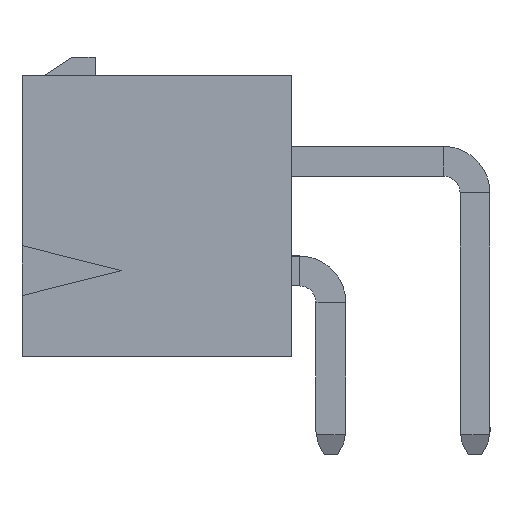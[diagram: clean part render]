
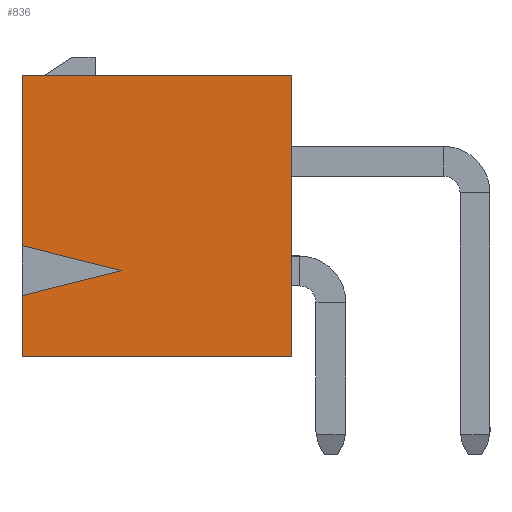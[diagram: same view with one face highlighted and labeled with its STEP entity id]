
A CAD part, left-side view. The second image highlights one B-rep face of the part: STEP entity #836.
In plain terms, the highlighted planar face has unit normal (-1, 0, 0).
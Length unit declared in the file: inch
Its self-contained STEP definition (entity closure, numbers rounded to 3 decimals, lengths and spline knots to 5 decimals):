
#16500 = ORIENTED_EDGE ( 'NONE', *, *, #3571, .F. ) ;
#16862 = CARTESIAN_POINT ( 'NONE',  ( -0.57125, -0.215, -0.212 ) ) ;
#536 = EDGE_LOOP ( 'NONE', ( #17852, #16500, #15868, #8330, #8153, #7528, #6688 ) ) ;
#17058 = LINE ( 'NONE', #17059, #17060 ) ;
#17059 = CARTESIAN_POINT ( 'NONE',  ( -0.57125, -0.215, -0.212 ) ) ;
#17060 = VECTOR ( 'NONE', #17061, 39.37008 ) ;
#17061 = DIRECTION ( 'NONE',  ( 0., 0., 1. ) ) ;
#17127 = VERTEX_POINT ( 'NONE', #6669 ) ;
#816 = EDGE_CURVE ( 'NONE', #8642, #4650, #10807, .T. ) ;
#836 = ADVANCED_FACE ( 'NONE', ( #10820 ), #10821, .T. ) ;
#17409 = EDGE_CURVE ( 'NONE', #17812, #17127, #6913, .T. ) ;
#17812 = VERTEX_POINT ( 'NONE', #7148 ) ;
#17836 = CARTESIAN_POINT ( 'NONE',  ( -0.57125, -0.215, 0.212 ) ) ;
#17852 = ORIENTED_EDGE ( 'NONE', *, *, #17409, .F. ) ;
#1744 = LINE ( 'NONE', #1745, #1746 ) ;
#1745 = CARTESIAN_POINT ( 'NONE',  ( -0.57125, -0.6904, 0.212 ) ) ;
#1746 = VECTOR ( 'NONE', #1747, 39.37008 ) ;
#1747 = DIRECTION ( 'NONE',  ( 0., 1., 0. ) ) ;
#3571 = EDGE_CURVE ( 'NONE', #4650, #17812, #12875, .T. ) ;
#4650 = VERTEX_POINT ( 'NONE', #13540 ) ;
#5453 = CARTESIAN_POINT ( 'NONE',  ( -0.57125, 0.19, -0.0445 ) ) ;
#6247 = EDGE_CURVE ( 'NONE', #17127, #15109, #14549, .T. ) ;
#6669 = CARTESIAN_POINT ( 'NONE',  ( -0.57125, 0.04, -0.082 ) ) ;
#6688 = ORIENTED_EDGE ( 'NONE', *, *, #6247, .F. ) ;
#6913 = LINE ( 'NONE', #6914, #6915 ) ;
#6914 = CARTESIAN_POINT ( 'NONE',  ( -0.57125, 0.04, -0.082 ) ) ;
#6915 = VECTOR ( 'NONE', #6931, 39.37008 ) ;
#6931 = DIRECTION ( 'NONE',  ( 0., -0.97, 0.243 ) ) ;
#7148 = CARTESIAN_POINT ( 'NONE',  ( -0.57125, 0.19, -0.1195 ) ) ;
#7328 = VERTEX_POINT ( 'NONE', #15216 ) ;
#7528 = ORIENTED_EDGE ( 'NONE', *, *, #7595, .F. ) ;
#7595 = EDGE_CURVE ( 'NONE', #15109, #7328, #15343, .T. ) ;
#8153 = ORIENTED_EDGE ( 'NONE', *, *, #9866, .T. ) ;
#8330 = ORIENTED_EDGE ( 'NONE', *, *, #8727, .T. ) ;
#8642 = VERTEX_POINT ( 'NONE', #16862 ) ;
#8727 = EDGE_CURVE ( 'NONE', #8642, #9051, #17058, .T. ) ;
#9051 = VERTEX_POINT ( 'NONE', #17836 ) ;
#9866 = EDGE_CURVE ( 'NONE', #9051, #7328, #1744, .T. ) ;
#10807 = LINE ( 'NONE', #10808, #10818 ) ;
#10808 = CARTESIAN_POINT ( 'NONE',  ( -0.57125, -0.6904, -0.212 ) ) ;
#10818 = VECTOR ( 'NONE', #10819, 39.37008 ) ;
#10819 = DIRECTION ( 'NONE',  ( 0., 1., 0. ) ) ;
#10820 = FACE_OUTER_BOUND ( 'NONE', #536, .T. ) ;
#10821 = PLANE ( 'NONE',  #10822 ) ;
#10822 = AXIS2_PLACEMENT_3D ( 'NONE', #10823, #10824, #10825 ) ;
#10823 = CARTESIAN_POINT ( 'NONE',  ( -0.57125, -0.6904, -0.212 ) ) ;
#10824 = DIRECTION ( 'NONE',  ( -1., 0., 0. ) ) ;
#10825 = DIRECTION ( 'NONE',  ( 0., 0., 1. ) ) ;
#12875 = LINE ( 'NONE', #12876, #12877 ) ;
#12876 = CARTESIAN_POINT ( 'NONE',  ( -0.57125, 0.19, -0.212 ) ) ;
#12877 = VECTOR ( 'NONE', #12878, 39.37008 ) ;
#12878 = DIRECTION ( 'NONE',  ( 0., 0., 1. ) ) ;
#13540 = CARTESIAN_POINT ( 'NONE',  ( -0.57125, 0.19, -0.212 ) ) ;
#14549 = LINE ( 'NONE', #14550, #14551 ) ;
#14550 = CARTESIAN_POINT ( 'NONE',  ( -0.57125, 0.19, -0.0445 ) ) ;
#14551 = VECTOR ( 'NONE', #14552, 39.37008 ) ;
#14552 = DIRECTION ( 'NONE',  ( 0., 0.97, 0.243 ) ) ;
#15109 = VERTEX_POINT ( 'NONE', #5453 ) ;
#15216 = CARTESIAN_POINT ( 'NONE',  ( -0.57125, 0.19, 0.212 ) ) ;
#15343 = LINE ( 'NONE', #15344, #15345 ) ;
#15344 = CARTESIAN_POINT ( 'NONE',  ( -0.57125, 0.19, -0.212 ) ) ;
#15345 = VECTOR ( 'NONE', #15346, 39.37008 ) ;
#15346 = DIRECTION ( 'NONE',  ( 0., 0., 1. ) ) ;
#15868 = ORIENTED_EDGE ( 'NONE', *, *, #816, .F. ) ;
